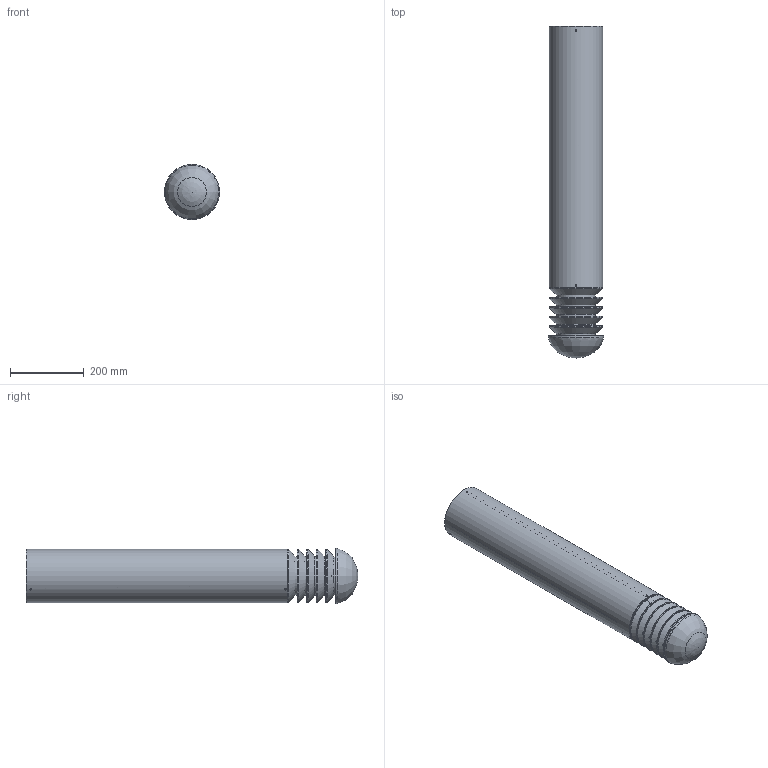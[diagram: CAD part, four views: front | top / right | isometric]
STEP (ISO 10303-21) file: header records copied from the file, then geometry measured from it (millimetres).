
FILE_DESCRIPTION(/* description */ (''),/* implementation_level */ '2;1');
FILE_NAME(/* name */ '',/* time_stamp */ '2023-03-24T08:32:42+08:00',/* author */ (''),/* organization */ (''),/* preprocessor_version */ 'ST-DEVELOPER v14',/* originating_system */ 'SIEMENS PLM Software NX 8.0',/* authorisation */ '');
FILE_SCHEMA (('AP203_CONFIGURATION_CONTROLLED_3D_DESIGN_OF_MECHANICAL_PARTS_AND_ASSEMBLIES_MIM_LF { 1 0 10303 403 2 1 2}'));
Products named in the file (1): Admi1108C79100w4
Bounding box: 150 x 900 x 150 mm (x, y, z)
Volume: 1277026.6 mm3; surface area: 1202456.6 mm2
Topology: 30 solids, 30 shells, 1086 faces, 2675 edges, 1779 vertices
Faces by surface type: plane 514, cylinder 293, cone 143, bspline 96, torus 39, revolution 1
Full cylindrical faces by diameter (mm): 3.4 x8, 4 x1, 4.2 x6, 5 x3, 7 x7, 8 x1, 10 x3, 10.5 x1, 18 x1, 94.1 x3, 96.5 x1, 97.1 x7, 97.6 x10, 99.6 x14, 104 x14, 106 x10, 106.5 x7, 141.4 x4, 143 x1, 145 x1
Entity records: 48335 total; most frequent: CARTESIAN_POINT 25202, ORIENTED_EDGE 4622, DIRECTION 4272, EDGE_CURVE 2311, VERTEX_POINT 1663, AXIS2_PLACEMENT_3D 1613, EDGE_LOOP 1523, ADVANCED_FACE 1085
